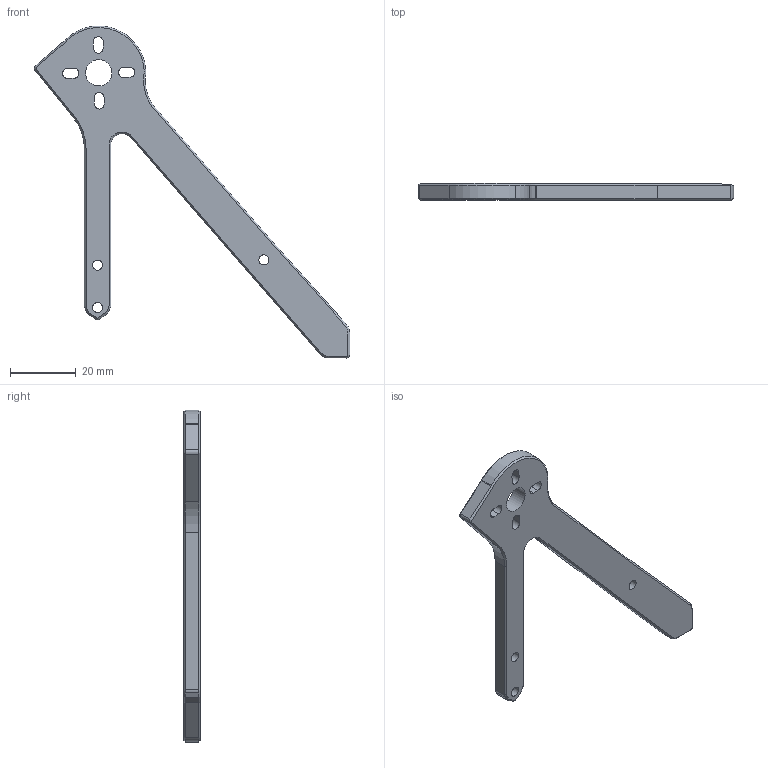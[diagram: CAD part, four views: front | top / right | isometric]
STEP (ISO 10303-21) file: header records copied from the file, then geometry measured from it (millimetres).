
FILE_DESCRIPTION(/* description */ (''),/* implementation_level */ '2;1');
FILE_NAME(/* name */ 'arm.step',/* time_stamp */ '2023-09-14T17:15:59-03:00',/* author */ (''),/* organization */ (''),/* preprocessor_version */ 'ST-DEVELOPER v20',/* originating_system */ 'Autodesk Translation Framework v12.9.0.99',/* authorisation */ '');
FILE_SCHEMA (('AUTOMOTIVE_DESIGN { 1 0 10303 214 3 1 1 }'));
Length unit declared in the file: millimetre
Products named in the file (1): left
Bounding box: 95.88 x 5 x 100.97 mm (x, y, z)
Volume: 11050.1 mm3; surface area: 6760.8 mm2
Topology: 1 solids, 1 shells, 112 faces, 270 edges, 160 vertices
Faces by surface type: plane 58, cone 28, cylinder 26
Full cylindrical faces by diameter (mm): 3.05 x3, 8 x1
Entity records: 3300 total; most frequent: CARTESIAN_POINT 593, DIRECTION 568, ORIENTED_EDGE 540, EDGE_CURVE 270, AXIS2_PLACEMENT_3D 193, LINE 182, VECTOR 182, VERTEX_POINT 160
